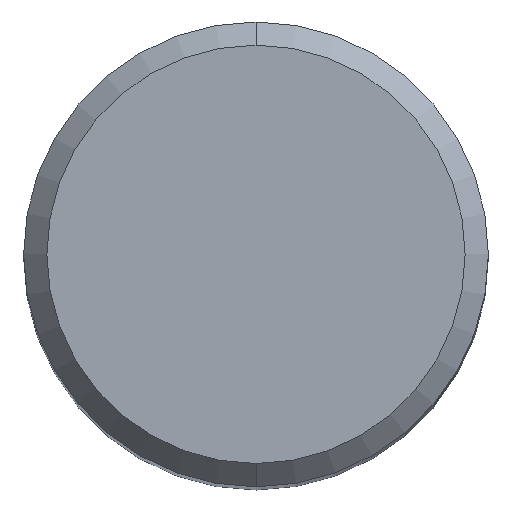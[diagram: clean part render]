
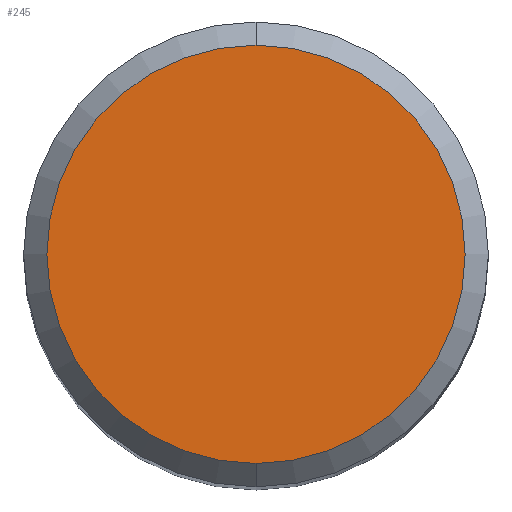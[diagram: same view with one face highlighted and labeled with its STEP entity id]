
A CAD part, top view. The second image highlights one B-rep face of the part: STEP entity #245.
In plain terms, the highlighted planar face has unit normal (0, 0, 1).
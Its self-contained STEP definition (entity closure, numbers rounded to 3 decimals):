
#245=ADVANCED_FACE('',(#562),#563,.T.);
#259=VERTEX_POINT('',#578);
#277=EDGE_CURVE('',#259,#453,#598,.T.);
#425=EDGE_CURVE('',#453,#259,#760,.T.);
#453=VERTEX_POINT('',#790);
#562=FACE_OUTER_BOUND('',#991,.T.);
#563=PLANE('',#992);
#578=CARTESIAN_POINT('',(0.0,7.2,0.0));
#598=CIRCLE('',#1056,7.2);
#760=CIRCLE('',#1425,7.2);
#790=CARTESIAN_POINT('',(0.,-7.2,0.0));
#991=EDGE_LOOP('',(#1619,#1620));
#992=AXIS2_PLACEMENT_3D('',#1621,#1622,#1623);
#1056=AXIS2_PLACEMENT_3D('',#1666,#1667,#1668);
#1425=AXIS2_PLACEMENT_3D('',#1833,#1834,#1835);
#1619=ORIENTED_EDGE('',*,*,#277,.F.);
#1620=ORIENTED_EDGE('',*,*,#425,.F.);
#1621=CARTESIAN_POINT('',(0.0,3.6,0.0));
#1622=DIRECTION('',(-0.0,0.0,1.0));
#1623=DIRECTION('',(0.0,-1.0,0.0));
#1666=CARTESIAN_POINT('',(0.0,0.0,0.0));
#1667=DIRECTION('',(0.0,0.0,-1.0));
#1668=DIRECTION('',(0.0,1.0,0.0));
#1833=CARTESIAN_POINT('',(0.0,0.0,0.0));
#1834=DIRECTION('',(0.0,0.0,-1.0));
#1835=DIRECTION('',(0.0,1.0,0.0));
